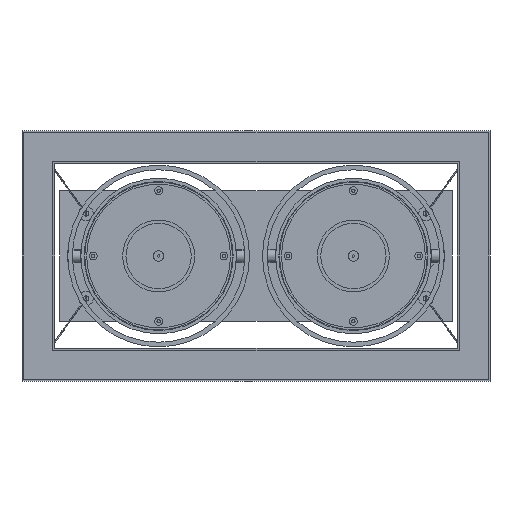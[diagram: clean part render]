
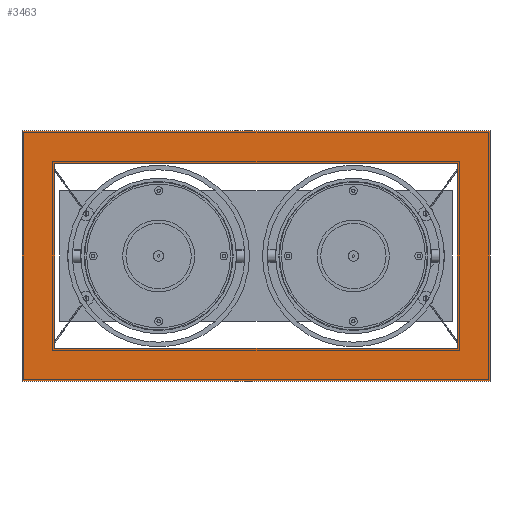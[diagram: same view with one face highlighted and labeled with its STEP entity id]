
A CAD part, front view. The second image highlights one B-rep face of the part: STEP entity #3463.
In plain terms, the highlighted planar face has unit normal (0, -1, 0).
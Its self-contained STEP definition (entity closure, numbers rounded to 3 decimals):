
#810 = LINE ( 'NONE', #9805, #20249 ) ;
#2447 = CARTESIAN_POINT ( 'NONE',  ( -154., -20., -70.75 ) ) ;
#2505 = EDGE_LOOP ( 'NONE', ( #10858, #6729, #14744, #23171 ) ) ;
#2876 = CARTESIAN_POINT ( 'NONE',  ( -260.84, -20., 95.75 ) ) ;
#3297 = EDGE_CURVE ( 'NONE', #11021, #20351, #810, .T. ) ;
#3463 = ADVANCED_FACE ( 'NONE', ( #12284, #16689 ), #17946, .T. ) ;
#3473 = LINE ( 'NONE', #20569, #22393 ) ;
#3906 = CARTESIAN_POINT ( 'NONE',  ( -154., -20., -70.75 ) ) ;
#5170 = EDGE_CURVE ( 'NONE', #16316, #8334, #10160, .T. ) ;
#5481 = DIRECTION ( 'NONE',  ( 0., 0., 1. ) ) ;
#6356 = VECTOR ( 'NONE', #7052, 1000. ) ;
#6372 = AXIS2_PLACEMENT_3D ( 'NONE', #2876, #14171, #19837 ) ;
#6435 = LINE ( 'NONE', #10340, #15848 ) ;
#6729 = ORIENTED_EDGE ( 'NONE', *, *, #20161, .T. ) ;
#6790 = EDGE_CURVE ( 'NONE', #16228, #16291, #7937, .T. ) ;
#7052 = DIRECTION ( 'NONE',  ( 1., 0., 0. ) ) ;
#7220 = DIRECTION ( 'NONE',  ( 1., 0., 0. ) ) ;
#7230 = CARTESIAN_POINT ( 'NONE',  ( 179., -20., 95.75 ) ) ;
#7816 = LINE ( 'NONE', #17414, #17816 ) ;
#7937 = LINE ( 'NONE', #3906, #12939 ) ;
#8334 = VERTEX_POINT ( 'NONE', #7230 ) ;
#8413 = EDGE_CURVE ( 'NONE', #23559, #8334, #3473, .T. ) ;
#8783 = EDGE_CURVE ( 'NONE', #16291, #20351, #6435, .T. ) ;
#9438 = LINE ( 'NONE', #19890, #18868 ) ;
#9586 = ORIENTED_EDGE ( 'NONE', *, *, #8783, .F. ) ;
#9805 = CARTESIAN_POINT ( 'NONE',  ( -260.84, -20., 70.75 ) ) ;
#10160 = LINE ( 'NONE', #20390, #24060 ) ;
#10340 = CARTESIAN_POINT ( 'NONE',  ( 154., -20., -70.75 ) ) ;
#10858 = ORIENTED_EDGE ( 'NONE', *, *, #5170, .F. ) ;
#11021 = VERTEX_POINT ( 'NONE', #16111 ) ;
#11122 = CARTESIAN_POINT ( 'NONE',  ( -179., -20., -95.75 ) ) ;
#11695 = DIRECTION ( 'NONE',  ( 1., 0., 0. ) ) ;
#12062 = ORIENTED_EDGE ( 'NONE', *, *, #23375, .F. ) ;
#12284 = FACE_BOUND ( 'NONE', #17447, .T. ) ;
#12939 = VECTOR ( 'NONE', #22759, 1000. ) ;
#13904 = CARTESIAN_POINT ( 'NONE',  ( 154., -20., -70.75 ) ) ;
#14137 = DIRECTION ( 'NONE',  ( 0., 0., 1. ) ) ;
#14171 = DIRECTION ( 'NONE',  ( 0., -1., 0. ) ) ;
#14575 = ORIENTED_EDGE ( 'NONE', *, *, #3297, .T. ) ;
#14613 = CARTESIAN_POINT ( 'NONE',  ( 179., -20., -95.75 ) ) ;
#14744 = ORIENTED_EDGE ( 'NONE', *, *, #20037, .T. ) ;
#15736 = CARTESIAN_POINT ( 'NONE',  ( 154., -20., 70.75 ) ) ;
#15848 = VECTOR ( 'NONE', #14137, 1000. ) ;
#15876 = CARTESIAN_POINT ( 'NONE',  ( -179., -20., 95.75 ) ) ;
#16111 = CARTESIAN_POINT ( 'NONE',  ( -154., -20., 70.75 ) ) ;
#16228 = VERTEX_POINT ( 'NONE', #2447 ) ;
#16291 = VERTEX_POINT ( 'NONE', #13904 ) ;
#16316 = VERTEX_POINT ( 'NONE', #15876 ) ;
#16689 = FACE_OUTER_BOUND ( 'NONE', #2505, .T. ) ;
#17414 = CARTESIAN_POINT ( 'NONE',  ( -179., -20., 95.75 ) ) ;
#17447 = EDGE_LOOP ( 'NONE', ( #12062, #14575, #9586, #22387 ) ) ;
#17816 = VECTOR ( 'NONE', #21135, 1000. ) ;
#17946 = PLANE ( 'NONE',  #6372 ) ;
#18868 = VECTOR ( 'NONE', #21817, 1000. ) ;
#19837 = DIRECTION ( 'NONE',  ( 0., 0., -1. ) ) ;
#19890 = CARTESIAN_POINT ( 'NONE',  ( -154., -20., 70.75 ) ) ;
#20037 = EDGE_CURVE ( 'NONE', #24360, #23559, #20792, .T. ) ;
#20161 = EDGE_CURVE ( 'NONE', #16316, #24360, #7816, .T. ) ;
#20220 = CARTESIAN_POINT ( 'NONE',  ( -179., -20., -95.75 ) ) ;
#20249 = VECTOR ( 'NONE', #11695, 1000. ) ;
#20351 = VERTEX_POINT ( 'NONE', #15736 ) ;
#20390 = CARTESIAN_POINT ( 'NONE',  ( -260.84, -20., 95.75 ) ) ;
#20569 = CARTESIAN_POINT ( 'NONE',  ( 179., -20., -95.75 ) ) ;
#20792 = LINE ( 'NONE', #20220, #6356 ) ;
#21135 = DIRECTION ( 'NONE',  ( 0., 0., -1. ) ) ;
#21817 = DIRECTION ( 'NONE',  ( 0., 0., -1. ) ) ;
#22387 = ORIENTED_EDGE ( 'NONE', *, *, #6790, .F. ) ;
#22393 = VECTOR ( 'NONE', #5481, 1000. ) ;
#22759 = DIRECTION ( 'NONE',  ( 1., 0., 0. ) ) ;
#23171 = ORIENTED_EDGE ( 'NONE', *, *, #8413, .T. ) ;
#23375 = EDGE_CURVE ( 'NONE', #11021, #16228, #9438, .T. ) ;
#23559 = VERTEX_POINT ( 'NONE', #14613 ) ;
#24060 = VECTOR ( 'NONE', #7220, 1000. ) ;
#24360 = VERTEX_POINT ( 'NONE', #11122 ) ;
